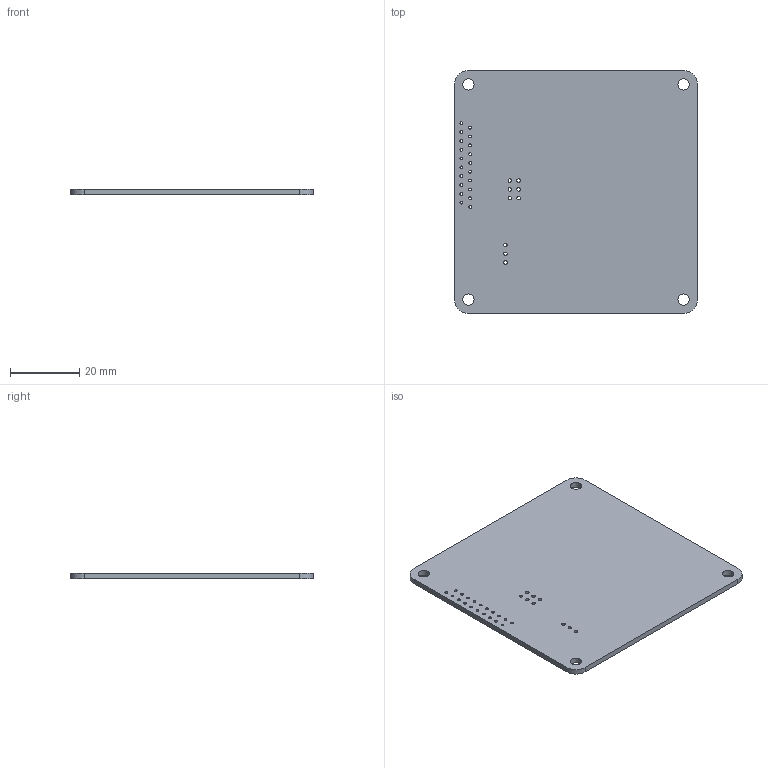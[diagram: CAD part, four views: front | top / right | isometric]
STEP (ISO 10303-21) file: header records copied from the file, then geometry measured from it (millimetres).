
FILE_DESCRIPTION(('FreeCAD Model'),'2;1');
FILE_NAME('wheel_speed_sensing.step','2018-02-15T21:30:44',('kicad StepUp') ,('ksu MCAD'),'Open CASCADE STEP processor 6.8','FreeCAD','Unknown');
FILE_SCHEMA(('AUTOMOTIVE_DESIGN_CC2 { 1 2 10303 214 -1 1 5 4 }'));
Length unit declared in the file: millimetre
Products named in the file (1): Pcb
Bounding box: 70 x 70 x 1.6 mm (x, y, z)
Volume: 7736.8 mm3; surface area: 10299.8 mm2
Topology: 1 solids, 1 shells, 43 faces, 123 edges, 82 vertices
Faces by surface type: cylinder 37, plane 6
Full cylindrical faces by diameter (mm): 0.8 x20, 1 x3, 1.016 x6, 3.264 x4
Entity records: 1604 total; most frequent: DIRECTION 285, CARTESIAN_POINT 249, ORIENTED_EDGE 246, EDGE_CURVE 123, AXIS2_PLACEMENT_3D 118, FACE_BOUND 109, EDGE_LOOP 109, VERTEX_POINT 82
